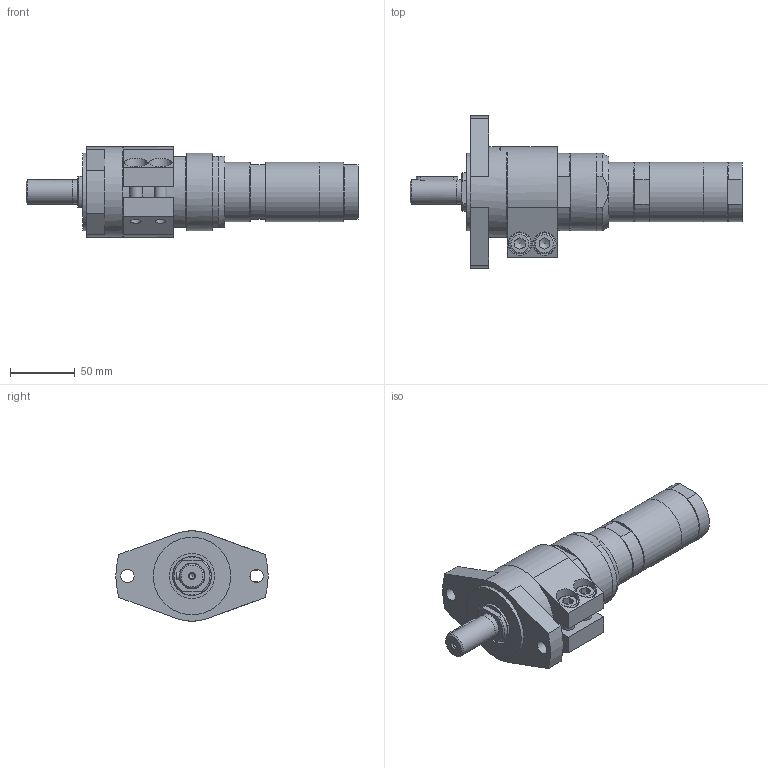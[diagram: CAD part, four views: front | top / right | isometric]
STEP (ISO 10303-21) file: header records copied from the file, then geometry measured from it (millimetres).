
FILE_DESCRIPTION(/* description */ (''),/* implementation_level */ '2;1');
FILE_NAME(/* name */ 'MUD 53-45 F100_60031217.stp',/* time_stamp */ '2018-12-03T17:11:21+01:00',/* author */ ('flambert'),/* organization */ (''),/* preprocessor_version */ 'ST-DEVELOPER v17',/* originating_system */ 'Autodesk Inventor 2018',/* authorisation */ '');
FILE_SCHEMA (('AUTOMOTIVE_DESIGN { 1 0 10303 214 3 1 1 }'));
Length unit declared in the file: millimetre
Products named in the file (1): MUD 53-45 F100_60031217
Bounding box: 257 x 118 x 70 mm (x, y, z)
Volume: 609068.8 mm3; surface area: 76121.9 mm2
Topology: 1 solids, 5 shells, 290 faces, 783 edges, 528 vertices
Faces by surface type: plane 160, cylinder 72, cone 39, torus 10, bspline 7, sphere 2
Full cylindrical faces by diameter (mm): 1.55 x2, 3.6 x1, 4 x1, 4.134 x1, 5 x1, 5.5 x1, 8.376 x2, 10 x2, 10.3 x2, 10.5 x2, 11.445 x2, 16 x2, 18 x2, 18.631 x1, 18.8 x1, 19 x1, 29.95 x1, 35 x1, 36.5 x1, 40 x3, 46 x3, 46.5 x1, 55.178 x1, 60 x2, 70 x1
Entity records: 9784 total; most frequent: CARTESIAN_POINT 1887, DIRECTION 1611, ORIENTED_EDGE 1560, EDGE_CURVE 780, AXIS2_PLACEMENT_3D 613, VERTEX_POINT 528, LINE 385, VECTOR 385
